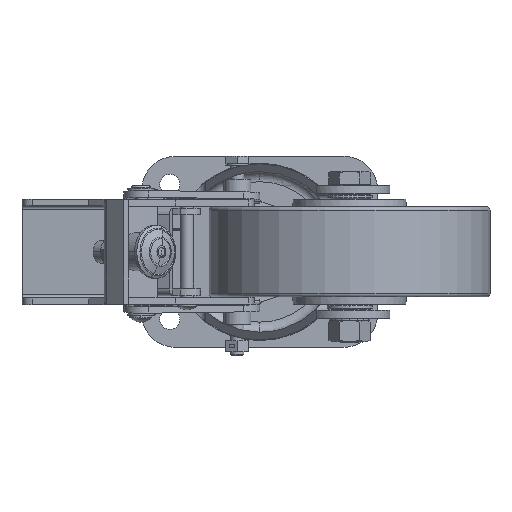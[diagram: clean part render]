
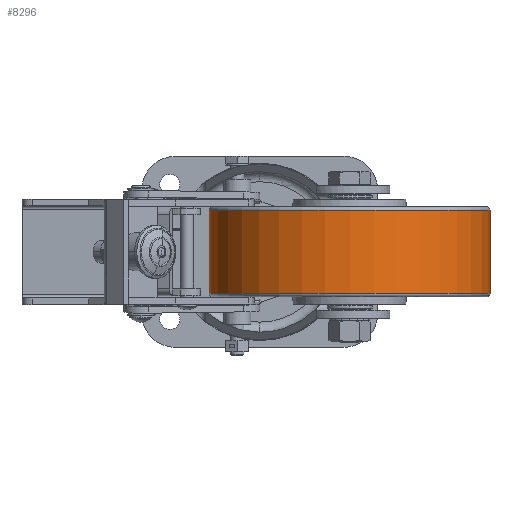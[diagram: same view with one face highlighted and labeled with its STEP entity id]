
A CAD part, front view. The second image highlights one B-rep face of the part: STEP entity #8296.
In plain terms, the highlighted cylindrical face has radius 62.5 mm (diameter 125 mm), a partial arc.
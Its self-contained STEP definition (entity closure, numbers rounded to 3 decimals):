
#1671 = ORIENTED_EDGE ( 'NONE', *, *, #34113, .F. ) ;
#3557 = CARTESIAN_POINT ( 'NONE',  ( 102.5, -96.5, -18.5 ) ) ;
#3620 = CARTESIAN_POINT ( 'NONE',  ( -22.5, -96.5, 0. ) ) ;
#4426 = DIRECTION ( 'NONE',  ( 0., 0., 1. ) ) ;
#5468 = VECTOR ( 'NONE', #27134, 1000. ) ;
#7724 = DIRECTION ( 'NONE',  ( 0., 0., 1. ) ) ;
#8296 = ADVANCED_FACE ( 'NONE', ( #26095 ), #38725, .T. ) ;
#9542 = EDGE_LOOP ( 'NONE', ( #1671, #16330, #32363, #27636 ) ) ;
#11051 = EDGE_CURVE ( 'NONE', #29209, #16884, #14787, .T. ) ;
#11130 = DIRECTION ( 'NONE',  ( 0., 0., -1. ) ) ;
#14163 = CARTESIAN_POINT ( 'NONE',  ( -22.5, -96.5, 18.5 ) ) ;
#14433 = CARTESIAN_POINT ( 'NONE',  ( 40., -96.5, 0. ) ) ;
#14787 = LINE ( 'NONE', #35544, #31654 ) ;
#15437 = DIRECTION ( 'NONE',  ( 0., 0., 1. ) ) ;
#16330 = ORIENTED_EDGE ( 'NONE', *, *, #27131, .T. ) ;
#16392 = AXIS2_PLACEMENT_3D ( 'NONE', #31305, #11130, #34644 ) ;
#16618 = CIRCLE ( 'NONE', #34471, 62.5 ) ;
#16884 = VERTEX_POINT ( 'NONE', #33829 ) ;
#17933 = DIRECTION ( 'NONE',  ( 1., 0., 0. ) ) ;
#21262 = VERTEX_POINT ( 'NONE', #14163 ) ;
#26095 = FACE_OUTER_BOUND ( 'NONE', #9542, .T. ) ;
#27131 = EDGE_CURVE ( 'NONE', #32662, #29209, #16618, .T. ) ;
#27134 = DIRECTION ( 'NONE',  ( 0., 0., 1. ) ) ;
#27636 = ORIENTED_EDGE ( 'NONE', *, *, #40778, .T. ) ;
#27866 = CARTESIAN_POINT ( 'NONE',  ( 40., -96.5, -18.5 ) ) ;
#29209 = VERTEX_POINT ( 'NONE', #3557 ) ;
#30991 = AXIS2_PLACEMENT_3D ( 'NONE', #14433, #4426, #17933 ) ;
#31236 = LINE ( 'NONE', #3620, #5468 ) ;
#31270 = DIRECTION ( 'NONE',  ( -1., 0., 0. ) ) ;
#31305 = CARTESIAN_POINT ( 'NONE',  ( 40., -96.5, 18.5 ) ) ;
#31654 = VECTOR ( 'NONE', #15437, 1000. ) ;
#32363 = ORIENTED_EDGE ( 'NONE', *, *, #11051, .T. ) ;
#32662 = VERTEX_POINT ( 'NONE', #34237 ) ;
#33829 = CARTESIAN_POINT ( 'NONE',  ( 102.5, -96.5, 18.5 ) ) ;
#34113 = EDGE_CURVE ( 'NONE', #32662, #21262, #31236, .T. ) ;
#34237 = CARTESIAN_POINT ( 'NONE',  ( -22.5, -96.5, -18.5 ) ) ;
#34471 = AXIS2_PLACEMENT_3D ( 'NONE', #27866, #7724, #31270 ) ;
#34644 = DIRECTION ( 'NONE',  ( 1., 0., 0. ) ) ;
#35544 = CARTESIAN_POINT ( 'NONE',  ( 102.5, -96.5, 0. ) ) ;
#38725 = CYLINDRICAL_SURFACE ( 'NONE', #30991, 62.5 ) ;
#40778 = EDGE_CURVE ( 'NONE', #16884, #21262, #41841, .T. ) ;
#41841 = CIRCLE ( 'NONE', #16392, 62.5 ) ;
